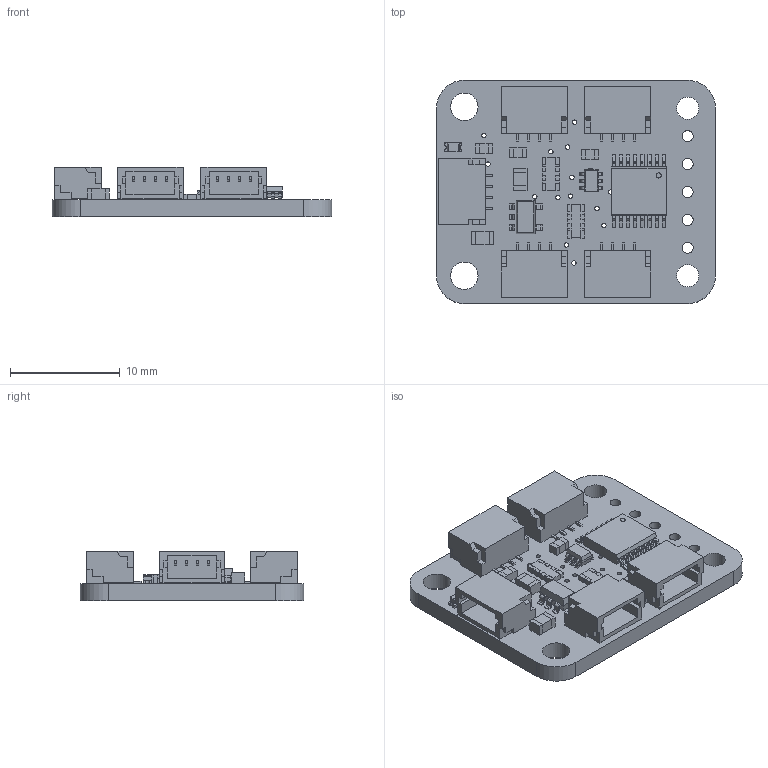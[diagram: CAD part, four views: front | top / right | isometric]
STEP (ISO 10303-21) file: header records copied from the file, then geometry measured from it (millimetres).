
FILE_DESCRIPTION(/* description */ (''),/* implementation_level */ '2;1');
FILE_NAME(/* name */ 'PCB Component.step',/* time_stamp */ '2023-01-18T15:16:29-05:00',/* author */ (''),/* organization */ (''),/* preprocessor_version */ 'ST-DEVELOPER v19.2',/* originating_system */ 'Autodesk Translation Framework v11.17.0.187',/* authorisation */ '');
FILE_SCHEMA (('AUTOMOTIVE_DESIGN { 1 0 10303 214 3 1 1 }'));
Length unit declared in the file: millimetre
Products named in the file (11): PCB Component; Board; 10K; 10uF; AP2112K-3.3; 10K Pack; BSS138; STEMMA_I2C_QT; GREEN; STEMMA_I2C_QT_1; PCA9546 TSSOP
Assembly tree (17 placements, depth 2):
  PCB Component
    Board
    10K  x3
    10uF  x2
    AP2112K-3.3
    10K Pack  x2
    BSS138
    STEMMA_I2C_QT
    GREEN
    STEMMA_I2C_QT_1  x4
    PCA9546 TSSOP
Bounding box: 25.4 x 20.32 x 4.53 mm (x, y, z)
Volume: 1028.8 mm3; surface area: 2282.3 mm2
Topology: 23 solids, 23 shells, 1178 faces, 3230 edges, 2124 vertices
Faces by surface type: plane 1010, cylinder 164, bspline 4
Full cylindrical faces by diameter (mm): 0.4 x35, 0.463 x1, 0.483 x3, 1 x5, 2.032 x2, 2.5 x2
Entity records: 26383 total; most frequent: CARTESIAN_POINT 4559, ORIENTED_EDGE 4420, DIRECTION 4208, EDGE_CURVE 2210, LINE 1874, VECTOR 1874, VERTEX_POINT 1446, AXIS2_PLACEMENT_3D 1167
